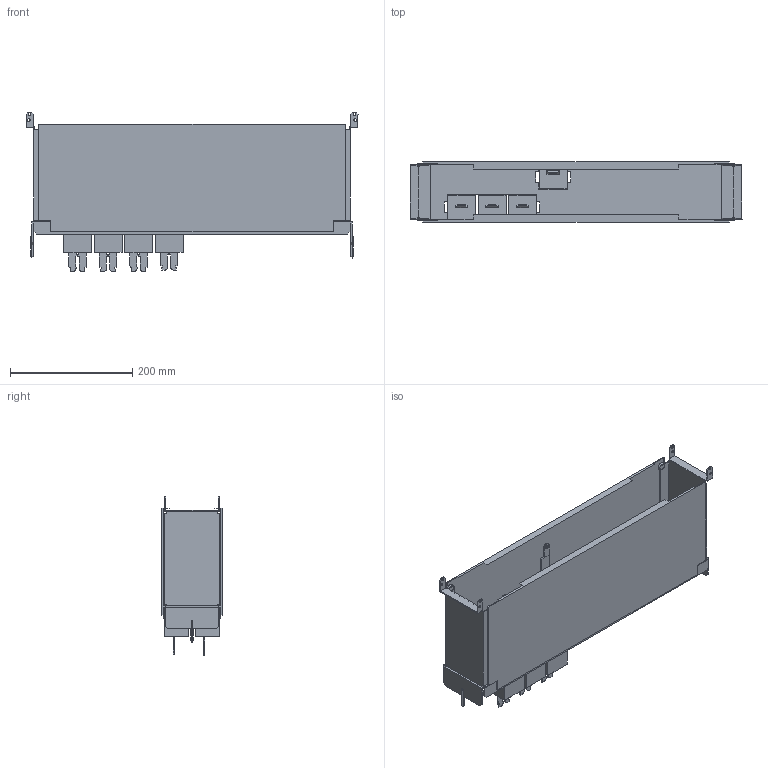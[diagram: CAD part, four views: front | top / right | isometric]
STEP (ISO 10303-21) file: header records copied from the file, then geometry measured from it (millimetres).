
FILE_DESCRIPTION((''),'2;1');
FILE_NAME('1SEP102137R0001','2023-08-14T15:17:19',('luo'),(''),'CREO PARAMETRIC BY PTC INC, 2016390','CREO PARAMETRIC BY PTC INC, 2016390','');
FILE_SCHEMA(('AUTOMOTIVE_DESIGN { 1 0 10303 214 1 1 1 1 }'));
Length unit declared in the file: inch
Products named in the file (1): 1SEP102137R0001
Bounding box: 544 x 99.01 x 261.12 mm (x, y, z)
Surface area: 440705.4 mm2 (no closed solid volume)
Topology: 0 solids, 36 shells, 476 faces, 1558 edges, 1117 vertices
Faces by surface type: plane 384, cylinder 68, cone 16, bspline 8
Entity records: 21969 total; most frequent: CARTESIAN_POINT 3703, ORIENTED_EDGE 2712, DIRECTION 2581, EDGE_CURVE 1558, PRESENTATION_STYLE_ASSIGNMENT 1471, STYLED_ITEM 1471, CURVE_STYLE 1417, VECTOR 1325
